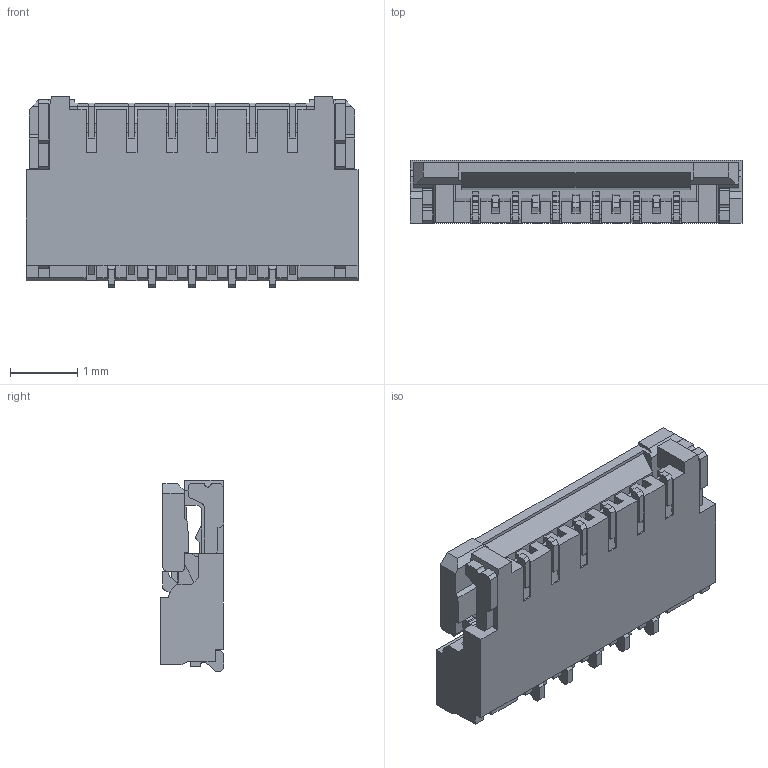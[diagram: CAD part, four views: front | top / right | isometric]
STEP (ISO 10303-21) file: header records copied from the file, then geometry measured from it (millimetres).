
FILE_DESCRIPTION(('STEP AP242'),'1');
FILE_NAME('5035661102.stp','2025-01-26T09:33:43',('TraceParts'),('TraceParts S.A.'),'Spatial InterOp 3D',' ',' ');
FILE_SCHEMA(('AP242_MANAGED_MODEL_BASED_3D_ENGINEERING_MIM_LF {1 0 10303 442 1 1 4}'));
Length unit declared in the file: millimetre
Products named in the file (1): 5035661102_1
Bounding box: 4.95 x 0.95 x 2.85 mm (x, y, z)
Volume: 8.3 mm3; surface area: 93.4 mm2
Topology: 1 solids, 1 shells, 943 faces, 2770 edges, 1909 vertices
Faces by surface type: plane 833, cylinder 110
Entity records: 30870 total; most frequent: CARTESIAN_POINT 5544, ORIENTED_EDGE 5436, DIRECTION 4875, EDGE_CURVE 2718, LINE 2549, VECTOR 2549, VERTEX_POINT 1805, AXIS2_PLACEMENT_3D 1163
